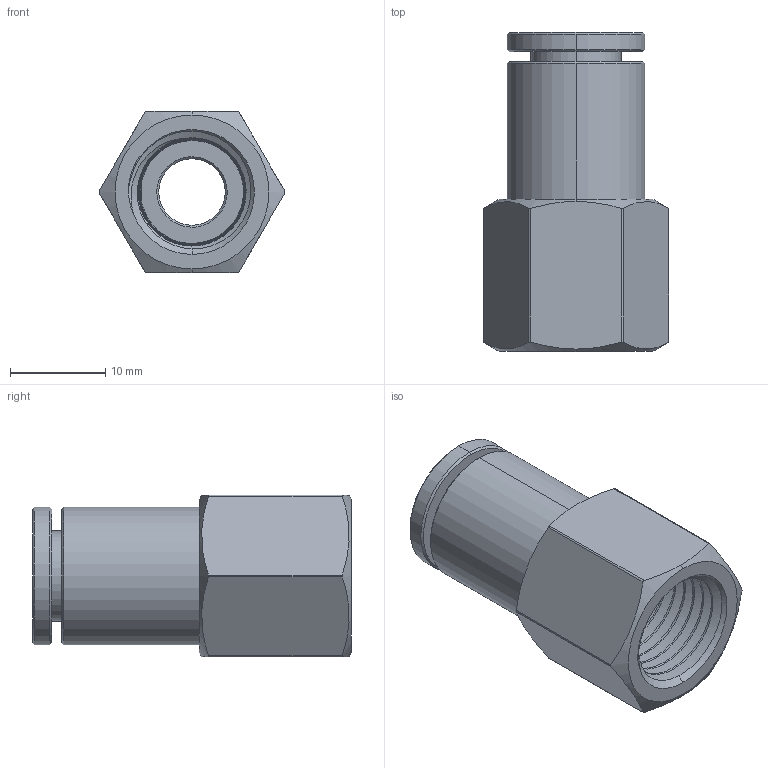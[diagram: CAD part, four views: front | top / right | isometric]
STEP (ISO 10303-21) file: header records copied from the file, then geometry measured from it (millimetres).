
FILE_DESCRIPTION (( 'STEP AP203' ), '1' );
FILE_NAME ('FCS8R1-4W.step', '2016-12-28T23:55:01', ( '' ), ( '' ), 'SwSTEP 2.0', 'SolidWorks 2016', '' );
FILE_SCHEMA (( 'CONFIG_CONTROL_DESIGN' ));
Length unit declared in the file: millimetre
Products named in the file (1): FCS8R1-4W
Bounding box: 19.57 x 33.55 x 17 mm (x, y, z)
Volume: 4121 mm3; surface area: 5414.9 mm2
Topology: 6 solids, 6 shells, 411 faces, 1143 edges, 749 vertices
Faces by surface type: plane 155, cone 146, cylinder 68, bspline 42
Entity records: 17747 total; most frequent: CARTESIAN_POINT 7959, ORIENTED_EDGE 2286, DIRECTION 1718, EDGE_CURVE 1143, VERTEX_POINT 749, AXIS2_PLACEMENT_3D 704, B_SPLINE_CURVE_WITH_KNOTS 499, EDGE_LOOP 428
